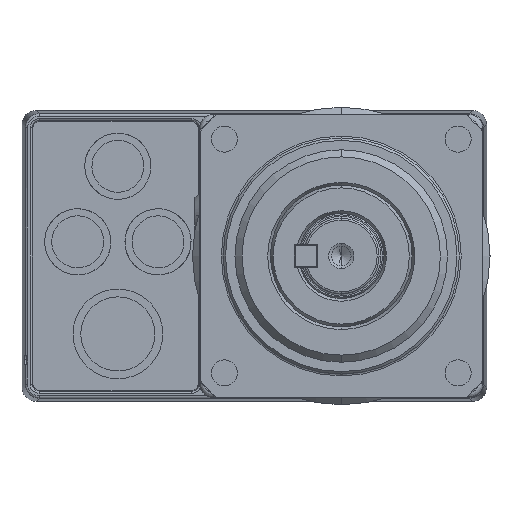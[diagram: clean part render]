
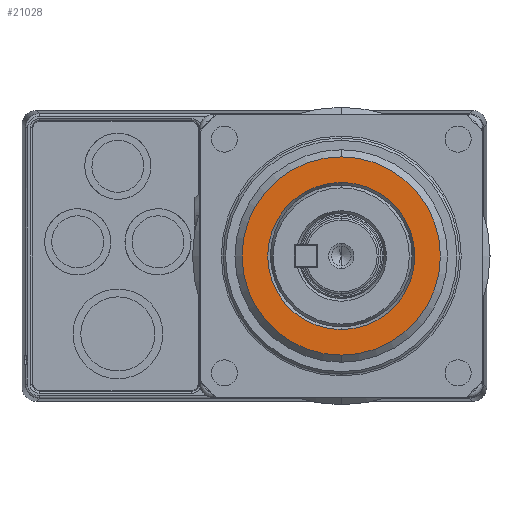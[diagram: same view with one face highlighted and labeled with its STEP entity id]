
A CAD part, left-side view. The second image highlights one B-rep face of the part: STEP entity #21028.
In plain terms, the highlighted face is planar.
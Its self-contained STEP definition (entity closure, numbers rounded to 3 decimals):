
#1282 = DIRECTION ( 'NONE',  ( 1., 0., 0. ) ) ;
#1406 = EDGE_CURVE ( 'NONE', #70821, #118827, #66329, .T. ) ;
#13639 = DIRECTION ( 'NONE',  ( -1., 0., 0. ) ) ;
#13754 = DIRECTION ( 'NONE',  ( 0., 0., -1. ) ) ;
#13912 = CARTESIAN_POINT ( 'NONE',  ( 0., 0., 7.5 ) ) ;
#14039 = ORIENTED_EDGE ( 'NONE', *, *, #76370, .T. ) ;
#19006 = DIRECTION ( 'NONE',  ( -1., 0., 0. ) ) ;
#19152 = DIRECTION ( 'NONE',  ( 0., 0., -1. ) ) ;
#19176 = CARTESIAN_POINT ( 'NONE',  ( 0., 0., 7.5 ) ) ;
#21028 = ADVANCED_FACE ( 'NONE', ( #94745, #120069 ), #24598, .T. ) ;
#22632 = ORIENTED_EDGE ( 'NONE', *, *, #36964, .F. ) ;
#24048 = VERTEX_POINT ( 'NONE', #96827 ) ;
#24414 = DIRECTION ( 'NONE',  ( 1., 0., 0. ) ) ;
#24435 = DIRECTION ( 'NONE',  ( 0., 0., 1. ) ) ;
#24501 = EDGE_CURVE ( 'NONE', #62726, #24048, #65278, .T. ) ;
#24598 = PLANE ( 'NONE',  #113815 ) ;
#32939 = ORIENTED_EDGE ( 'NONE', *, *, #24501, .T. ) ;
#35917 = CARTESIAN_POINT ( 'NONE',  ( 21., 0., 7.5 ) ) ;
#35989 = AXIS2_PLACEMENT_3D ( 'NONE', #118448, #60479, #1282 ) ;
#36964 = EDGE_CURVE ( 'NONE', #118827, #70821, #51994, .T. ) ;
#42013 = ORIENTED_EDGE ( 'NONE', *, *, #1406, .F. ) ;
#42978 = CARTESIAN_POINT ( 'NONE',  ( -23.1, -23.1, 7.5 ) ) ;
#46318 = AXIS2_PLACEMENT_3D ( 'NONE', #65334, #65085, #65071 ) ;
#46920 = AXIS2_PLACEMENT_3D ( 'NONE', #19176, #19152, #19006 ) ;
#51655 = CARTESIAN_POINT ( 'NONE',  ( -15.577, 0., 7.5 ) ) ;
#51994 = CIRCLE ( 'NONE', #46920, 21. ) ;
#60479 = DIRECTION ( 'NONE',  ( 0., 0., -1. ) ) ;
#62726 = VERTEX_POINT ( 'NONE', #51655 ) ;
#65071 = DIRECTION ( 'NONE',  ( 1., 0., 0. ) ) ;
#65085 = DIRECTION ( 'NONE',  ( 0., 0., -1. ) ) ;
#65278 = CIRCLE ( 'NONE', #46318, 15.577 ) ;
#65334 = CARTESIAN_POINT ( 'NONE',  ( 0., 0., 7.5 ) ) ;
#66329 = CIRCLE ( 'NONE', #86854, 21. ) ;
#70821 = VERTEX_POINT ( 'NONE', #120231 ) ;
#76370 = EDGE_CURVE ( 'NONE', #24048, #62726, #124118, .T. ) ;
#76505 = EDGE_LOOP ( 'NONE', ( #14039, #32939 ) ) ;
#86854 = AXIS2_PLACEMENT_3D ( 'NONE', #13912, #13754, #13639 ) ;
#94745 = FACE_BOUND ( 'NONE', #76505, .T. ) ;
#96827 = CARTESIAN_POINT ( 'NONE',  ( 15.577, 0., 7.5 ) ) ;
#113815 = AXIS2_PLACEMENT_3D ( 'NONE', #42978, #24435, #24414 ) ;
#118448 = CARTESIAN_POINT ( 'NONE',  ( 0., 0., 7.5 ) ) ;
#118827 = VERTEX_POINT ( 'NONE', #35917 ) ;
#120069 = FACE_OUTER_BOUND ( 'NONE', #123612, .T. ) ;
#120231 = CARTESIAN_POINT ( 'NONE',  ( -21., 0., 7.5 ) ) ;
#123612 = EDGE_LOOP ( 'NONE', ( #42013, #22632 ) ) ;
#124118 = CIRCLE ( 'NONE', #35989, 15.577 ) ;
